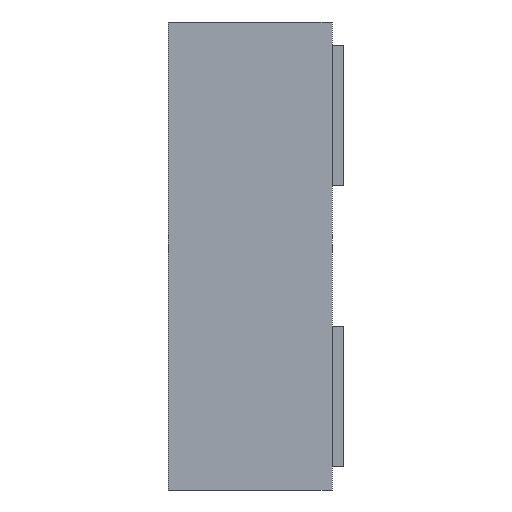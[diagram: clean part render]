
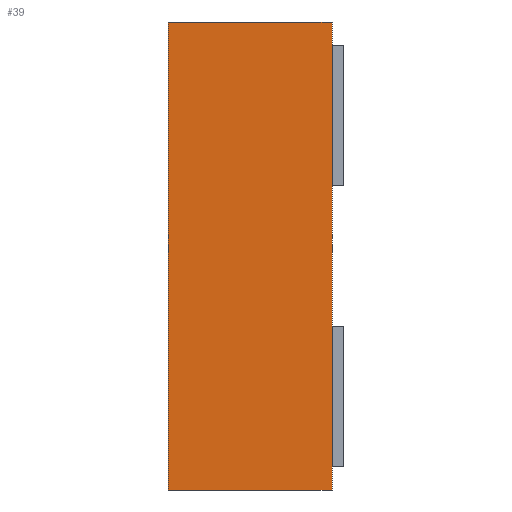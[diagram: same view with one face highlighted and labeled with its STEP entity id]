
A CAD part, left-side view. The second image highlights one B-rep face of the part: STEP entity #39.
In plain terms, the highlighted planar face has unit normal (-1, 0, 0).
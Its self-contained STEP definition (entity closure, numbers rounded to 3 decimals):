
#3 = VECTOR ( 'NONE', #183, 1000. ) ;
#13 = CARTESIAN_POINT ( 'NONE',  ( -1.25, 0., 1. ) ) ;
#27 = AXIS2_PLACEMENT_3D ( 'NONE', #636, #466, #790 ) ;
#39 = ADVANCED_FACE ( 'NONE', ( #124 ), #140, .F. ) ;
#48 = EDGE_CURVE ( 'NONE', #774, #1019, #134, .T. ) ;
#61 = ORIENTED_EDGE ( 'NONE', *, *, #48, .F. ) ;
#124 = FACE_OUTER_BOUND ( 'NONE', #550, .T. ) ;
#134 = LINE ( 'NONE', #215, #136 ) ;
#136 = VECTOR ( 'NONE', #545, 1000. ) ;
#140 = PLANE ( 'NONE',  #27 ) ;
#161 = ORIENTED_EDGE ( 'NONE', *, *, #326, .T. ) ;
#179 = LINE ( 'NONE', #1030, #3 ) ;
#183 = DIRECTION ( 'NONE',  ( 0., -1., 0. ) ) ;
#184 = CARTESIAN_POINT ( 'NONE',  ( -1.25, 0., 1. ) ) ;
#215 = CARTESIAN_POINT ( 'NONE',  ( -1.25, 0.7, 1. ) ) ;
#326 = EDGE_CURVE ( 'NONE', #646, #909, #179, .T. ) ;
#342 = VECTOR ( 'NONE', #818, 1000. ) ;
#381 = ORIENTED_EDGE ( 'NONE', *, *, #1063, .T. ) ;
#387 = VECTOR ( 'NONE', #955, 1000. ) ;
#466 = DIRECTION ( 'NONE',  ( 1., 0., 0. ) ) ;
#492 = CARTESIAN_POINT ( 'NONE',  ( -1.25, 0.7, 1. ) ) ;
#496 = LINE ( 'NONE', #492, #342 ) ;
#545 = DIRECTION ( 'NONE',  ( 0., -1., 0. ) ) ;
#550 = EDGE_LOOP ( 'NONE', ( #381, #61, #890, #161 ) ) ;
#603 = CARTESIAN_POINT ( 'NONE',  ( -1.25, 0.7, 1. ) ) ;
#636 = CARTESIAN_POINT ( 'NONE',  ( -1.25, 0.7, 1. ) ) ;
#646 = VERTEX_POINT ( 'NONE', #854 ) ;
#727 = EDGE_CURVE ( 'NONE', #646, #774, #496, .T. ) ;
#774 = VERTEX_POINT ( 'NONE', #603 ) ;
#790 = DIRECTION ( 'NONE',  ( 0., 0., -1. ) ) ;
#818 = DIRECTION ( 'NONE',  ( 0., 0., 1. ) ) ;
#843 = CARTESIAN_POINT ( 'NONE',  ( -1.25, 0., -1. ) ) ;
#854 = CARTESIAN_POINT ( 'NONE',  ( -1.25, 0.7, -1. ) ) ;
#890 = ORIENTED_EDGE ( 'NONE', *, *, #727, .F. ) ;
#909 = VERTEX_POINT ( 'NONE', #843 ) ;
#955 = DIRECTION ( 'NONE',  ( 0., 0., 1. ) ) ;
#1019 = VERTEX_POINT ( 'NONE', #13 ) ;
#1030 = CARTESIAN_POINT ( 'NONE',  ( -1.25, 0.7, -1. ) ) ;
#1035 = LINE ( 'NONE', #184, #387 ) ;
#1063 = EDGE_CURVE ( 'NONE', #909, #1019, #1035, .T. ) ;
